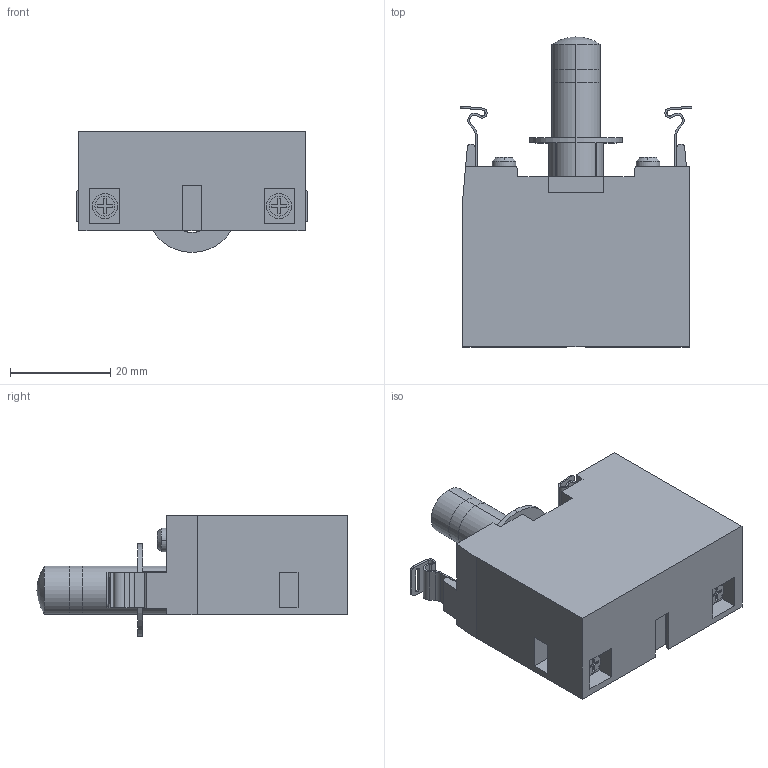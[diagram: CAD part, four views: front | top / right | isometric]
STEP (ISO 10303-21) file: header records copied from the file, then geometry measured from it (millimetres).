
FILE_DESCRIPTION (( 'STEP AP214' ), '1' );
FILE_NAME ('ELDENBL230.step', '2016-03-21T12:40:22', ( '' ), ( '' ), 'SwSTEP 2.0', 'SolidWorks 2015', '' );
FILE_SCHEMA (( 'AUTOMOTIVE_DESIGN' ));
Length unit declared in the file: millimetre
Products named in the file (1): ELDENBL230
Bounding box: 46.28 x 62 x 24.15 mm (x, y, z)
Volume: 32446.1 mm3; surface area: 10263.1 mm2
Topology: 9 solids, 9 shells, 199 faces, 513 edges, 342 vertices
Faces by surface type: plane 132, cylinder 58, cone 8, sphere 1
Entity records: 6452 total; most frequent: CARTESIAN_POINT 1050, DIRECTION 1046, ORIENTED_EDGE 1020, EDGE_CURVE 510, VECTOR 374, LINE 374, VERTEX_POINT 340, AXIS2_PLACEMENT_3D 336
